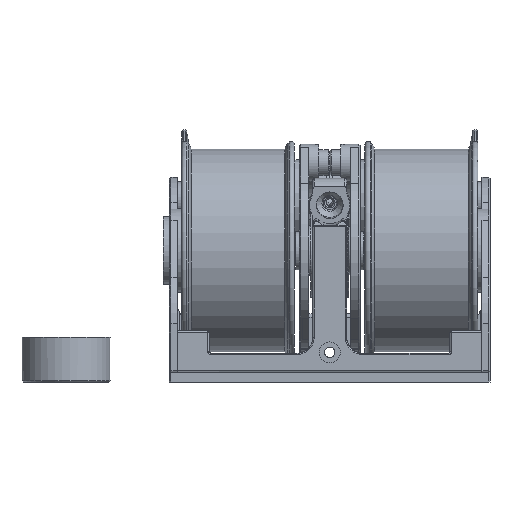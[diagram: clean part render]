
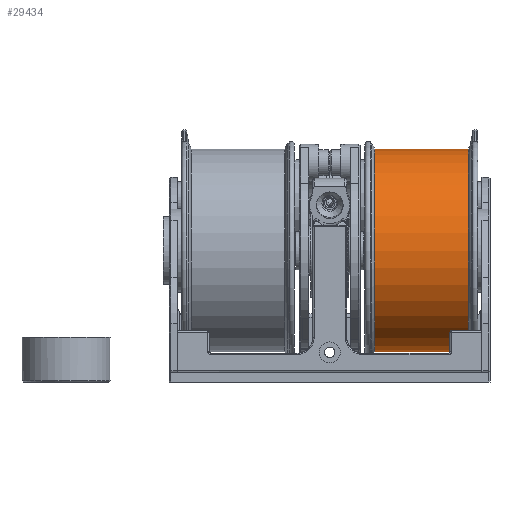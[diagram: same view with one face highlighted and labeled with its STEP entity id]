
A CAD part, front view. The second image highlights one B-rep face of the part: STEP entity #29434.
In plain terms, the highlighted cylindrical face has radius 31.625 mm (diameter 63.25 mm), a full revolution.
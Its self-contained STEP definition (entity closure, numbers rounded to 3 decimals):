
#1942=LINE('',#43009,#4424);
#4424=VECTOR('',#34830,31.625);
#6718=CYLINDRICAL_SURFACE('',#31563,31.625);
#7316=FACE_OUTER_BOUND('',#9133,.T.);
#9133=EDGE_LOOP('',(#20123,#20124,#20125,#20126));
#11038=CIRCLE('',#31561,31.625);
#11040=CIRCLE('',#31564,31.625);
#12362=VERTEX_POINT('',#43003);
#12363=VERTEX_POINT('',#43007);
#15290=EDGE_CURVE('',#12362,#12362,#11038,.T.);
#15292=EDGE_CURVE('',#12363,#12363,#11040,.T.);
#15293=EDGE_CURVE('',#12363,#12362,#1942,.T.);
#20123=ORIENTED_EDGE('',*,*,#15292,.F.);
#20124=ORIENTED_EDGE('',*,*,#15293,.T.);
#20125=ORIENTED_EDGE('',*,*,#15290,.T.);
#20126=ORIENTED_EDGE('',*,*,#15293,.F.);
#29434=ADVANCED_FACE('',(#7316),#6718,.T.);
#31561=AXIS2_PLACEMENT_3D('',#43004,#34822,#34823);
#31563=AXIS2_PLACEMENT_3D('',#43006,#34826,#34827);
#31564=AXIS2_PLACEMENT_3D('',#43008,#34828,#34829);
#34822=DIRECTION('center_axis',(-1.,0.,0.));
#34823=DIRECTION('ref_axis',(0.,0.,1.));
#34826=DIRECTION('center_axis',(-1.,0.,0.));
#34827=DIRECTION('ref_axis',(0.,0.,1.));
#34828=DIRECTION('center_axis',(-1.,0.,0.));
#34829=DIRECTION('ref_axis',(0.,0.,1.));
#34830=DIRECTION('',(1.,0.,0.));
#43003=CARTESIAN_POINT('',(43.273,0.,-31.625));
#43004=CARTESIAN_POINT('Origin',(43.273,0.,0.));
#43006=CARTESIAN_POINT('Origin',(28.625,0.,0.));
#43007=CARTESIAN_POINT('',(13.977,0.,-31.625));
#43008=CARTESIAN_POINT('Origin',(13.977,0.,0.));
#43009=CARTESIAN_POINT('',(28.625,0.,-31.625));
